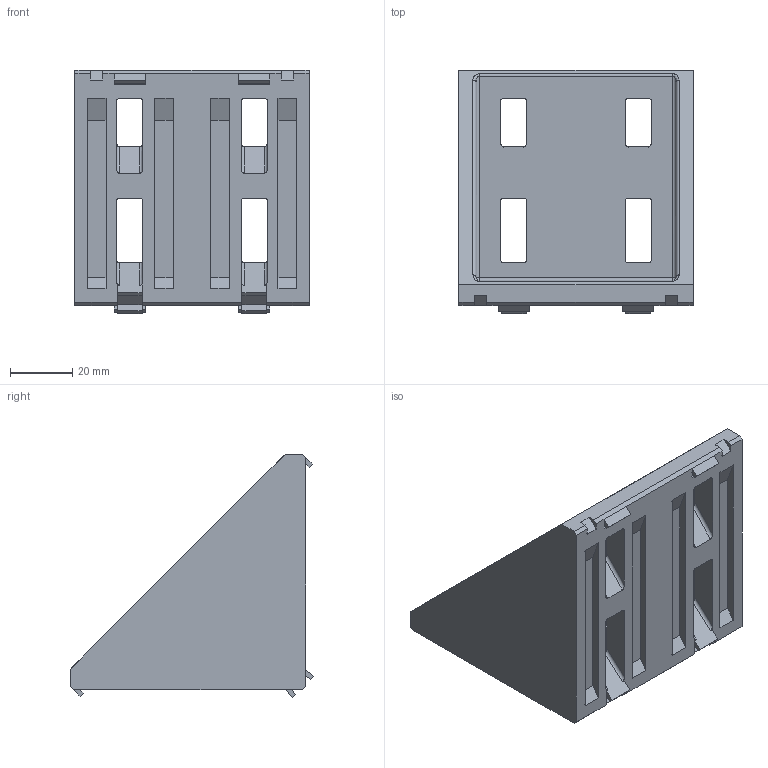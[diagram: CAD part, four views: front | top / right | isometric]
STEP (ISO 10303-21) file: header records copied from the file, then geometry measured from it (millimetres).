
FILE_DESCRIPTION (( 'STEP AP214' ), '1' );
FILE_NAME ('SNSD.30.51.66. Óãëîâîé àëþìèíèåâûé ñîåäèíèòåëü 80õ80, ïàç 10(A05).STEP', '2014-12-09T08:56:35', ( 'XTreme.ws' ), ( 'XTreme.ws' ), 'SwSTEP 2.0', 'SolidWorks 2014', '' );
FILE_SCHEMA (( 'AUTOMOTIVE_DESIGN' ));
Length unit declared in the file: millimetre
Products named in the file (1): SNSD.30.51.66. Óãëîâîé àëþìèíèåâûé ñîåäèíèòåëü 80õ80, ïàç 10(A05)
Bounding box: 75.2 x 78.1 x 78.1 mm (x, y, z)
Volume: 90809.9 mm3; surface area: 36804.2 mm2
Topology: 1 solids, 1 shells, 209 faces, 570 edges, 366 vertices
Faces by surface type: plane 162, cylinder 41, bspline 4, sphere 2
Entity records: 6610 total; most frequent: CARTESIAN_POINT 1380, ORIENTED_EDGE 1136, DIRECTION 986, EDGE_CURVE 568, LINE 482, VECTOR 482, VERTEX_POINT 366, AXIS2_PLACEMENT_3D 252
